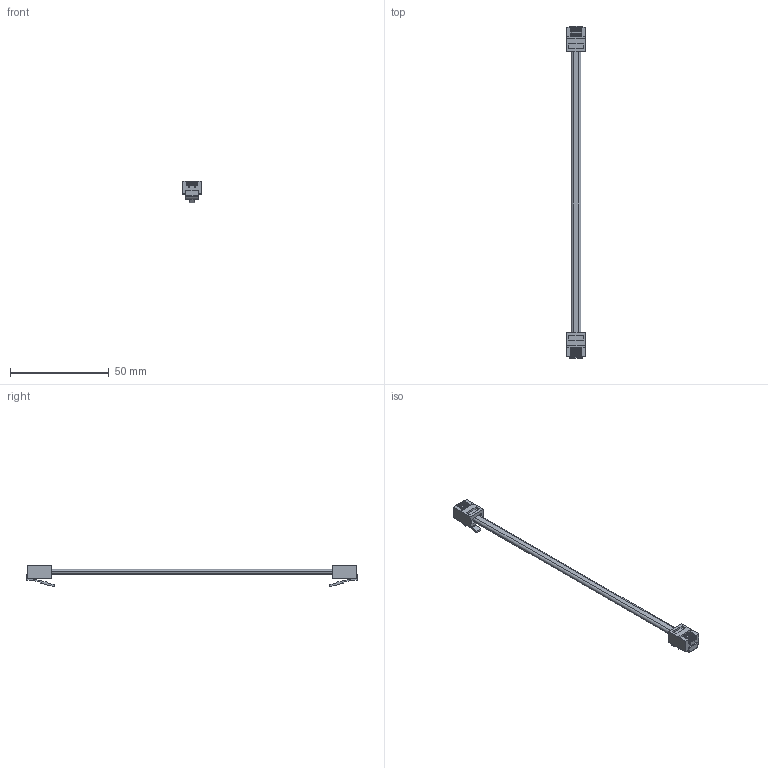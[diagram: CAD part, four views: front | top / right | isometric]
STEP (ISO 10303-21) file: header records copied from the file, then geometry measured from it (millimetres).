
FILE_DESCRIPTION (( 'STEP AP203' ), '1' );
FILE_NAME ('TDC207.STEP', '2006-06-23T20:23:02', ( 'lcom' ), ( 'lcom' ), 'SwSTEP 2.0', 'SolidWorks 2006004', '' );
FILE_SCHEMA (( 'CONFIG_CONTROL_DESIGN' ));
Length unit declared in the file: inch
Products named in the file (3): TDC207; TDB4-PROD; TSP3046-PROD_RJ11 Plug
Assembly tree (3 placements, depth 2):
  TDC207
    TSP3046-PROD_RJ11 Plug  x2
    TDB4-PROD
Bounding box: 9.63 x 168.45 x 11.03 mm (x, y, z)
Volume: 2989.3 mm3; surface area: 4251.3 mm2
Topology: 3 solids, 3 shells, 332 faces, 924 edges, 608 vertices
Faces by surface type: plane 242, cylinder 62, bspline 28
Entity records: 7116 total; most frequent: CARTESIAN_POINT 2431, ORIENTED_EDGE 954, DIRECTION 833, EDGE_CURVE 477, VECTOR 369, LINE 369, VERTEX_POINT 314, AXIS2_PLACEMENT_3D 232
